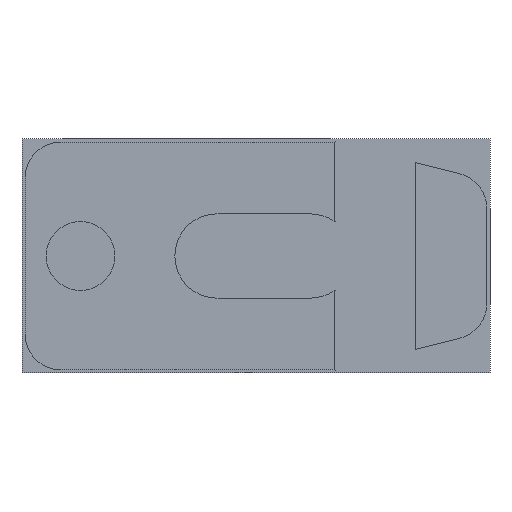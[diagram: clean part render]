
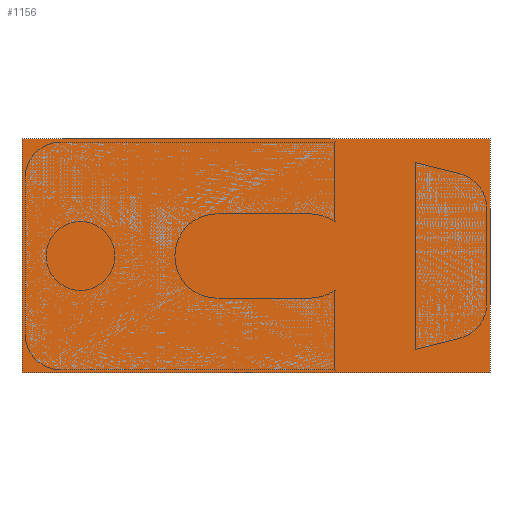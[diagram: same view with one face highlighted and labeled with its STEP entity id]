
A CAD part, front view. The second image highlights one B-rep face of the part: STEP entity #1156.
In plain terms, the highlighted planar face has unit normal (0, -1, 0).
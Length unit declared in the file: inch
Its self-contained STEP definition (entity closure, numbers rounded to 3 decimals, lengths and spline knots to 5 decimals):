
#111=FACE_OUTER_BOUND('',#183,.T.);
#183=EDGE_LOOP('',(#790,#791,#792,#793));
#256=LINE('',#1722,#378);
#259=LINE('',#1728,#381);
#262=LINE('',#1734,#384);
#265=LINE('',#1738,#387);
#378=VECTOR('',#1363,0.3937);
#381=VECTOR('',#1368,0.3937);
#384=VECTOR('',#1373,0.3937);
#387=VECTOR('',#1378,0.3937);
#500=VERTEX_POINT('',#1719);
#501=VERTEX_POINT('',#1721);
#503=VERTEX_POINT('',#1727);
#505=VERTEX_POINT('',#1733);
#602=EDGE_CURVE('',#501,#500,#256,.T.);
#605=EDGE_CURVE('',#503,#501,#259,.T.);
#608=EDGE_CURVE('',#505,#503,#262,.T.);
#611=EDGE_CURVE('',#500,#505,#265,.T.);
#790=ORIENTED_EDGE('',*,*,#611,.T.);
#791=ORIENTED_EDGE('',*,*,#608,.T.);
#792=ORIENTED_EDGE('',*,*,#605,.T.);
#793=ORIENTED_EDGE('',*,*,#602,.T.);
#1115=PLANE('',#1244);
#1156=ADVANCED_FACE('',(#111),#1115,.T.);
#1244=AXIS2_PLACEMENT_3D('',#1740,#1381,#1382);
#1363=DIRECTION('',(0.,0.,1.));
#1368=DIRECTION('',(1.,0.,0.));
#1373=DIRECTION('',(0.,0.,-1.));
#1378=DIRECTION('',(-1.,0.,0.));
#1381=DIRECTION('center_axis',(0.,-1.,0.));
#1382=DIRECTION('ref_axis',(0.,0.,-1.));
#1719=CARTESIAN_POINT('',(1.,0.,0.375));
#1721=CARTESIAN_POINT('',(1.,0.,-0.375));
#1722=CARTESIAN_POINT('',(1.,0.,-0.375));
#1727=CARTESIAN_POINT('',(-0.5,0.,-0.375));
#1728=CARTESIAN_POINT('',(-0.5,0.,-0.375));
#1733=CARTESIAN_POINT('',(-0.5,0.,0.375));
#1734=CARTESIAN_POINT('',(-0.5,0.,0.375));
#1738=CARTESIAN_POINT('',(1.,0.,0.375));
#1740=CARTESIAN_POINT('Origin',(0.25,0.,0.));
